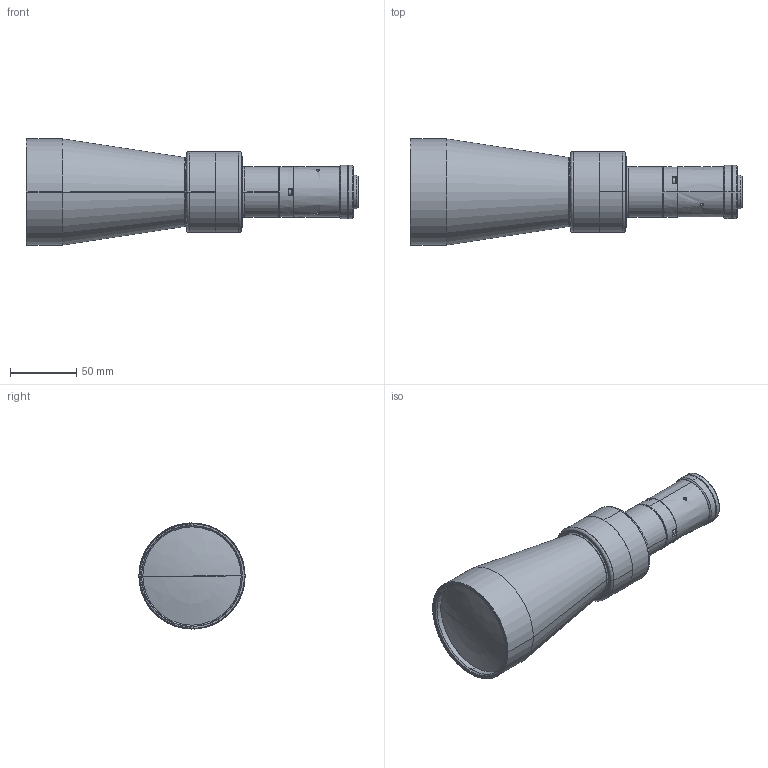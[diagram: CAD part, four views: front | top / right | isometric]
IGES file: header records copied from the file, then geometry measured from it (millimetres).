
Start section: SolidWorks IGES file using analytic representation for surfaces
Global section: file name: DP26379_TC3MHR056-C.igs; native system: SolidWorks 2020; preprocessor: SolidWorks 2020; author: andreava; date: 200903.172833; units: millimetre
Bounding box: 250.21 x 80 x 80 mm (x, y, z)
Surface area: 68010.8 mm2 (no closed solid volume)
Topology: 0 solids, 0 shells, 120 faces, 2770 edges, 2765 vertices
Faces by surface type: revolution 69, bspline 51
